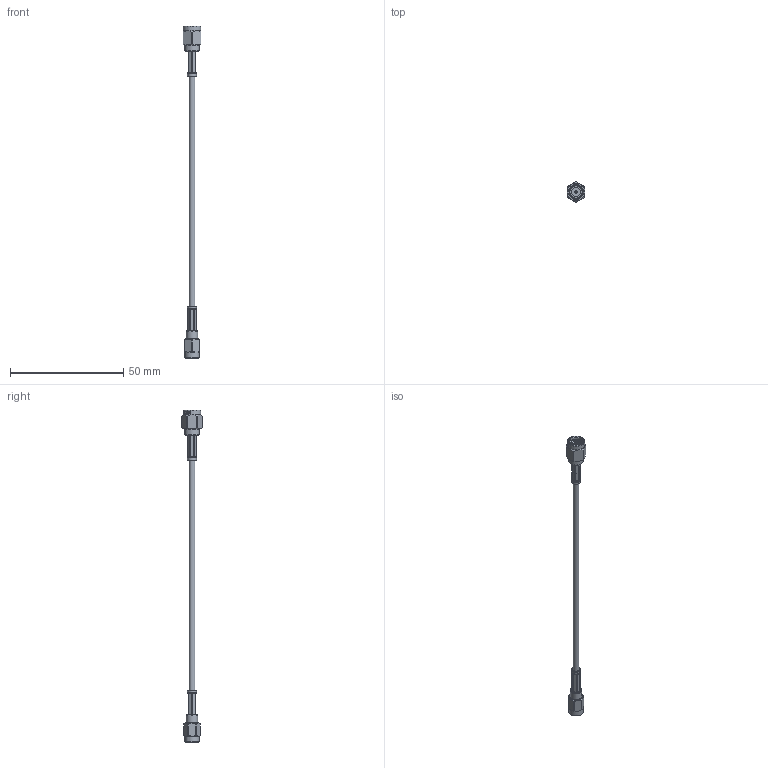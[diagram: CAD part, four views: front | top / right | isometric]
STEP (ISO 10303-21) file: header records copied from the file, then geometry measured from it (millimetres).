
FILE_DESCRIPTION (( 'STEP AP203' ), '1' );
FILE_NAME ('PE37401_3D.step', '2022-02-28T17:42:21', ( '' ), ( '' ), 'SwSTEP 2.0', 'SolidWorks 2021', '' );
FILE_SCHEMA (( 'CONFIG_CONTROL_DESIGN' ));
Length unit declared in the file: inch
Products named in the file (4): PE4401^PE37401_Crimped; PE44416^PE37401; PE37401_3D; RG-316-ds^PE37401_RG316U
Assembly tree (3 placements, depth 2):
  PE37401_3D
    RG-316-ds^PE37401_RG316U
    PE4401^PE37401_Crimped
    PE44416^PE37401
Bounding box: 7.94 x 9.02 x 146.63 mm (x, y, z)
Volume: 1311.9 mm3; surface area: 2416.5 mm2
Topology: 5 solids, 5 shells, 378 faces, 991 edges, 652 vertices
Faces by surface type: bspline 132, plane 112, cylinder 106, cone 23, torus 5
Full cylindrical faces by diameter (mm): 0.508 x1, 0.762 x1, 0.914 x1, 1.524 x1, 1.727 x1, 2.391 x1, 2.553 x1, 2.591 x1, 2.705 x1, 3.251 x1, 3.48 x2, 3.81 x1, 3.988 x2, 4.826 x4, 4.976 x1, 6.309 x1, 6.35 x8, 7.734 x1
Entity records: 20614 total; most frequent: CARTESIAN_POINT 12721, ORIENTED_EDGE 1816, DIRECTION 1024, EDGE_CURVE 908, VERTEX_POINT 619, B_SPLINE_CURVE_WITH_KNOTS 539, EDGE_LOOP 439, AXIS2_PLACEMENT_3D 422
